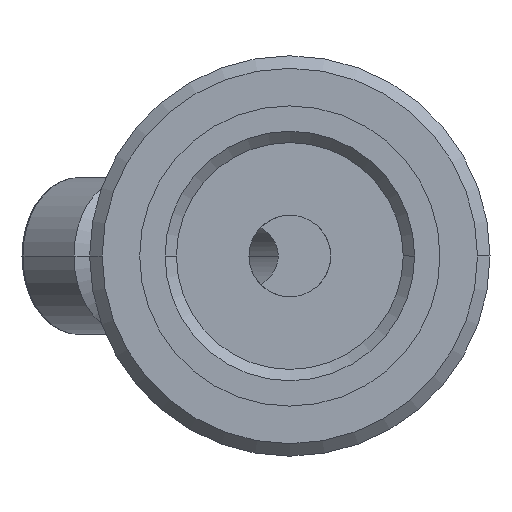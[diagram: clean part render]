
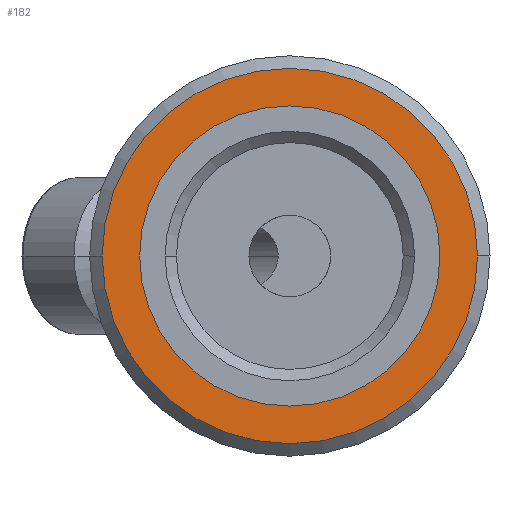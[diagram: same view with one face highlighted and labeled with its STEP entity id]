
A CAD part, front view. The second image highlights one B-rep face of the part: STEP entity #182.
In plain terms, the highlighted planar face has unit normal (0, -1, 0).
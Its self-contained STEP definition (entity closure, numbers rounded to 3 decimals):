
#182=ADVANCED_FACE('',(#377,#378),#379,.T.);
#377=FACE_BOUND('',#578,.T.);
#378=FACE_OUTER_BOUND('',#579,.T.);
#379=PLANE('',#580);
#578=EDGE_LOOP('',(#1021,#1022));
#579=EDGE_LOOP('',(#1023,#1024));
#580=AXIS2_PLACEMENT_3D('',#1025,#1026,#1027);
#1021=ORIENTED_EDGE('',*,*,#1275,.T.);
#1022=ORIENTED_EDGE('',*,*,#1300,.T.);
#1023=ORIENTED_EDGE('',*,*,#1250,.F.);
#1024=ORIENTED_EDGE('',*,*,#1151,.F.);
#1025=CARTESIAN_POINT('',(-5.625,0.1,0.));
#1026=DIRECTION('',(0.0,-1.0,0.0));
#1027=DIRECTION('',(1.0,0.0,0.));
#1151=EDGE_CURVE('',#1357,#1352,#1359,.T.);
#1250=EDGE_CURVE('',#1352,#1357,#1514,.T.);
#1275=EDGE_CURVE('',#1545,#1543,#1546,.T.);
#1300=EDGE_CURVE('',#1543,#1545,#1573,.T.);
#1352=VERTEX_POINT('',#1691);
#1357=VERTEX_POINT('',#1697);
#1359=CIRCLE('',#1700,11.25);
#1514=CIRCLE('',#1880,11.25);
#1543=VERTEX_POINT('',#1917);
#1545=VERTEX_POINT('',#1920);
#1546=CIRCLE('',#1921,9.0);
#1573=CIRCLE('',#1951,9.0);
#1691=CARTESIAN_POINT('',(-11.25,0.1,0.));
#1697=CARTESIAN_POINT('',(11.25,0.1,0.));
#1700=AXIS2_PLACEMENT_3D('',#2069,#2070,#2071);
#1880=AXIS2_PLACEMENT_3D('',#2247,#2248,#2249);
#1917=CARTESIAN_POINT('',(-9.0,0.1,0.));
#1920=CARTESIAN_POINT('',(9.0,0.1,0.0));
#1921=AXIS2_PLACEMENT_3D('',#2283,#2284,#2285);
#1951=AXIS2_PLACEMENT_3D('',#2322,#2323,#2324);
#2069=CARTESIAN_POINT('',(0.0,0.1,0.0));
#2070=DIRECTION('',(0.0,1.0,0.0));
#2071=DIRECTION('',(-1.0,0.0,0.));
#2247=CARTESIAN_POINT('',(0.0,0.1,0.0));
#2248=DIRECTION('',(0.0,1.0,0.0));
#2249=DIRECTION('',(-1.0,0.0,0.));
#2283=CARTESIAN_POINT('',(0.0,0.1,0.0));
#2284=DIRECTION('',(0.0,1.0,0.0));
#2285=DIRECTION('',(-1.0,0.0,0.));
#2322=CARTESIAN_POINT('',(0.0,0.1,0.0));
#2323=DIRECTION('',(0.0,1.0,0.0));
#2324=DIRECTION('',(-1.0,0.0,0.));
